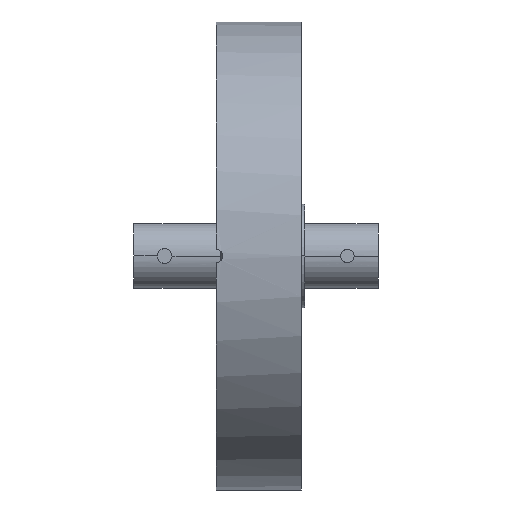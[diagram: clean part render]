
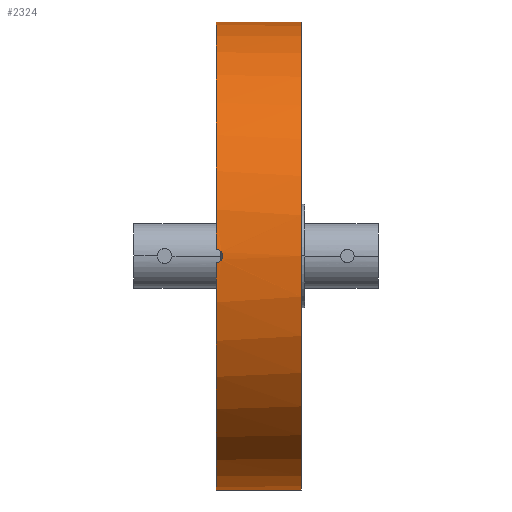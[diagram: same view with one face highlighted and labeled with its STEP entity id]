
A CAD part, left-side view. The second image highlights one B-rep face of the part: STEP entity #2324.
In plain terms, the highlighted cylindrical face has radius 34.95 mm (diameter 69.9 mm), a partial arc.
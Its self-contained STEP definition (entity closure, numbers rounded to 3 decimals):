
#73 = CIRCLE ( 'NONE', #1887, 34.95 ) ;
#130 = ORIENTED_EDGE ( 'NONE', *, *, #2614, .F. ) ;
#132 = CARTESIAN_POINT ( 'NONE',  ( 0., -12.7, 34.95 ) ) ;
#158 = CARTESIAN_POINT ( 'NONE',  ( -34.936, -0.264, -1. ) ) ;
#191 = CARTESIAN_POINT ( 'NONE',  ( -34.939, -0.504, 0.874 ) ) ;
#227 = CIRCLE ( 'NONE', #2092, 34.95 ) ;
#230 = FACE_OUTER_BOUND ( 'NONE', #2934, .T. ) ;
#340 = VERTEX_POINT ( 'NONE', #1318 ) ;
#345 = B_SPLINE_CURVE_WITH_KNOTS ( 'NONE', 3,
 ( #450, #421, #2784, #191, #2062, #1136, #640, #3004, #1847, #1552, #2293, #2489, #654, #1608, #158, #2504 ),
 .UNSPECIFIED., .F., .F.,
 ( 4, 2, 2, 2, 2, 2, 2, 4 ),
 ( 0., 0., 0.001, 0.001, 0.002, 0.002, 0.002, 0.003 ),
 .UNSPECIFIED. ) ;
#349 = EDGE_CURVE ( 'NONE', #1871, #886, #345, .T. ) ;
#362 = CIRCLE ( 'NONE', #1534, 34.95 ) ;
#421 = CARTESIAN_POINT ( 'NONE',  ( -34.936, -0.132, 1. ) ) ;
#433 = DIRECTION ( 'NONE',  ( 0., 1., 0. ) ) ;
#450 = CARTESIAN_POINT ( 'NONE',  ( -34.936, 0., 1. ) ) ;
#462 = VECTOR ( 'NONE', #433, 1000. ) ;
#482 = CARTESIAN_POINT ( 'NONE',  ( 0., -12.7, 0. ) ) ;
#591 = ORIENTED_EDGE ( 'NONE', *, *, #849, .T. ) ;
#640 = CARTESIAN_POINT ( 'NONE',  ( -34.947, -0.874, 0.503 ) ) ;
#654 = CARTESIAN_POINT ( 'NONE',  ( -34.945, -0.801, -0.613 ) ) ;
#707 = CARTESIAN_POINT ( 'NONE',  ( 0., 0., 34.95 ) ) ;
#725 = DIRECTION ( 'NONE',  ( 0., 0., 1. ) ) ;
#780 = ORIENTED_EDGE ( 'NONE', *, *, #1714, .F. ) ;
#849 = EDGE_CURVE ( 'NONE', #1218, #987, #2933, .T. ) ;
#872 = DIRECTION ( 'NONE',  ( 0., 1., 0. ) ) ;
#886 = VERTEX_POINT ( 'NONE', #1113 ) ;
#904 = DIRECTION ( 'NONE',  ( 0., 0., 1. ) ) ;
#925 = EDGE_CURVE ( 'NONE', #340, #1218, #362, .T. ) ;
#987 = VERTEX_POINT ( 'NONE', #707 ) ;
#1031 = DIRECTION ( 'NONE',  ( 0., 1., 0. ) ) ;
#1046 = DIRECTION ( 'NONE',  ( 0., 0., 1. ) ) ;
#1113 = CARTESIAN_POINT ( 'NONE',  ( -34.936, 0., -1. ) ) ;
#1136 = CARTESIAN_POINT ( 'NONE',  ( -34.945, -0.799, 0.615 ) ) ;
#1144 = EDGE_CURVE ( 'NONE', #340, #2468, #1943, .T. ) ;
#1218 = VERTEX_POINT ( 'NONE', #132 ) ;
#1318 = CARTESIAN_POINT ( 'NONE',  ( 0., -12.7, -34.95 ) ) ;
#1534 = AXIS2_PLACEMENT_3D ( 'NONE', #2713, #2287, #2250 ) ;
#1545 = AXIS2_PLACEMENT_3D ( 'NONE', #482, #1899, #725 ) ;
#1551 = ORIENTED_EDGE ( 'NONE', *, *, #1144, .F. ) ;
#1552 = CARTESIAN_POINT ( 'NONE',  ( -34.95, -1., -0.13 ) ) ;
#1573 = ORIENTED_EDGE ( 'NONE', *, *, #349, .T. ) ;
#1608 = CARTESIAN_POINT ( 'NONE',  ( -34.939, -0.521, -0.893 ) ) ;
#1714 = EDGE_CURVE ( 'NONE', #1871, #987, #73, .T. ) ;
#1811 = CARTESIAN_POINT ( 'NONE',  ( 0., -12.7, 34.95 ) ) ;
#1847 = CARTESIAN_POINT ( 'NONE',  ( -34.95, -1., 0.131 ) ) ;
#1871 = VERTEX_POINT ( 'NONE', #2981 ) ;
#1887 = AXIS2_PLACEMENT_3D ( 'NONE', #1930, #1031, #1046 ) ;
#1899 = DIRECTION ( 'NONE',  ( 0., 1., 0. ) ) ;
#1925 = CARTESIAN_POINT ( 'NONE',  ( 0., -12.7, -34.95 ) ) ;
#1930 = CARTESIAN_POINT ( 'NONE',  ( 0., 0., 0. ) ) ;
#1943 = LINE ( 'NONE', #1925, #2859 ) ;
#1959 = CARTESIAN_POINT ( 'NONE',  ( 0., 0., -34.95 ) ) ;
#2062 = CARTESIAN_POINT ( 'NONE',  ( -34.941, -0.615, 0.799 ) ) ;
#2092 = AXIS2_PLACEMENT_3D ( 'NONE', #2550, #872, #904 ) ;
#2103 = CYLINDRICAL_SURFACE ( 'NONE', #1545, 34.95 ) ;
#2250 = DIRECTION ( 'NONE',  ( 0., 0., 1. ) ) ;
#2287 = DIRECTION ( 'NONE',  ( 0., 1., 0. ) ) ;
#2293 = CARTESIAN_POINT ( 'NONE',  ( -34.949, -0.974, -0.261 ) ) ;
#2324 = ADVANCED_FACE ( 'NONE', ( #230 ), #2103, .T. ) ;
#2468 = VERTEX_POINT ( 'NONE', #1959 ) ;
#2489 = CARTESIAN_POINT ( 'NONE',  ( -34.947, -0.874, -0.503 ) ) ;
#2504 = CARTESIAN_POINT ( 'NONE',  ( -34.936, 0., -1. ) ) ;
#2550 = CARTESIAN_POINT ( 'NONE',  ( 0., 0., 0. ) ) ;
#2614 = EDGE_CURVE ( 'NONE', #2468, #886, #227, .T. ) ;
#2653 = ORIENTED_EDGE ( 'NONE', *, *, #925, .T. ) ;
#2713 = CARTESIAN_POINT ( 'NONE',  ( 0., -12.7, 0. ) ) ;
#2784 = CARTESIAN_POINT ( 'NONE',  ( -34.936, -0.262, 0.974 ) ) ;
#2859 = VECTOR ( 'NONE', #2861, 1000. ) ;
#2861 = DIRECTION ( 'NONE',  ( 0., 1., 0. ) ) ;
#2933 = LINE ( 'NONE', #1811, #462 ) ;
#2934 = EDGE_LOOP ( 'NONE', ( #1551, #2653, #591, #780, #1573, #130 ) ) ;
#2981 = CARTESIAN_POINT ( 'NONE',  ( -34.936, 0., 1. ) ) ;
#3004 = CARTESIAN_POINT ( 'NONE',  ( -34.949, -0.974, 0.263 ) ) ;
